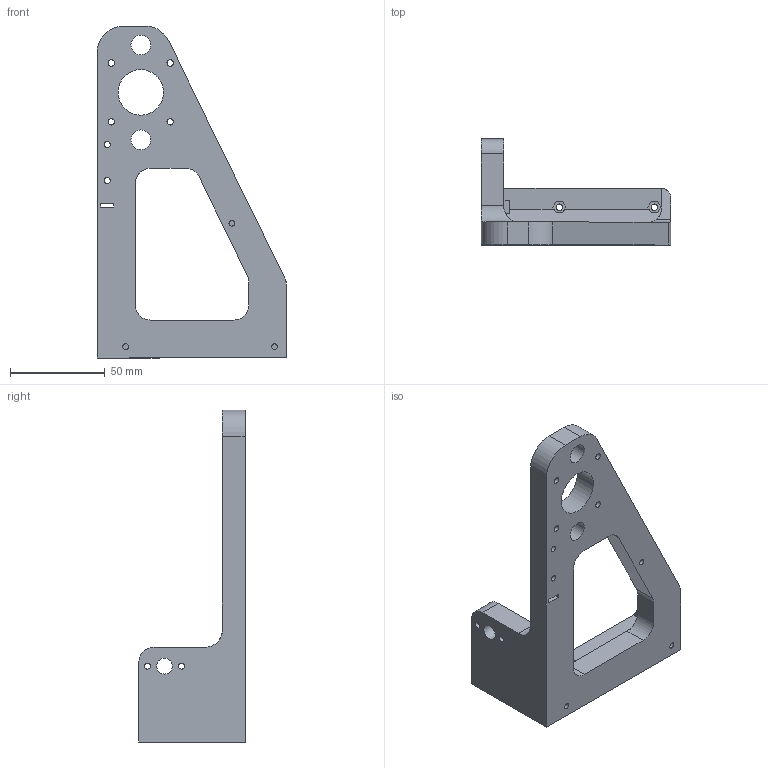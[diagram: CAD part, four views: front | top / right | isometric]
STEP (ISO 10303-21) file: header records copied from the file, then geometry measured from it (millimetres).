
FILE_DESCRIPTION(('FreeCAD Model'),'2;1');
FILE_NAME('lateral izquierdo.step', '2018-02-12T08:15:24',('Author'),(''), 'Open CASCADE STEP processor 6.8','FreeCAD','Unknown');
FILE_SCHEMA(('AUTOMOTIVE_DESIGN_CC2 { 1 2 10303 214 -1 1 5 4 }'));
Length unit declared in the file: millimetre
Products named in the file (2): ASSEMBLY; Lateral_Izq
Assembly tree (1 placements, depth 2):
  ASSEMBLY
    Lateral_Izq
Bounding box: 100 x 56 x 175 mm (x, y, z)
Volume: 145333.9 mm3; surface area: 38088.1 mm2
Topology: 1 solids, 1 shells, 104 faces, 275 edges, 182 vertices
Faces by surface type: plane 67, cylinder 37
Full cylindrical faces by diameter (mm): 3 x3, 3.2 x4, 3.4 x8, 7 x4, 8.4 x1, 10.4 x2, 24 x1
Entity records: 7485 total; most frequent: CARTESIAN_POINT 1877, DIRECTION 1044, LINE 658, VECTOR 658, ORIENTED_EDGE 550, PCURVE 550, DEFINITIONAL_REPRESENTATION 550, EDGE_CURVE 275
